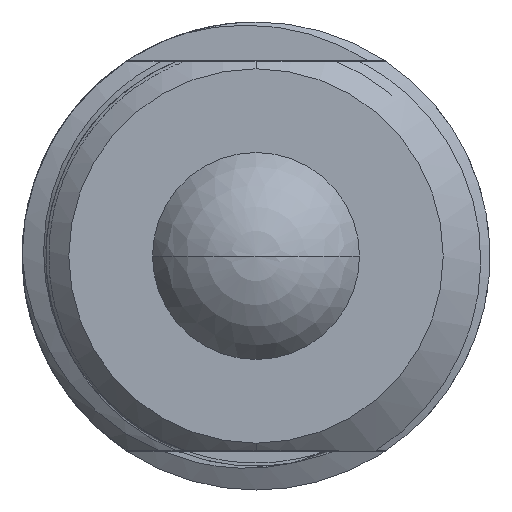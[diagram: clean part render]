
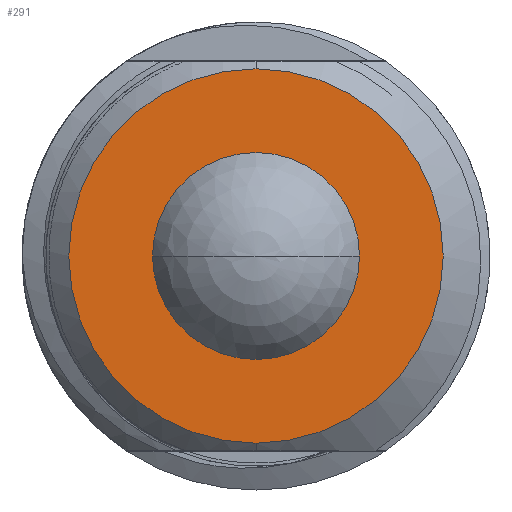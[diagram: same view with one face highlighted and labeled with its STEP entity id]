
A CAD part, left-side view. The second image highlights one B-rep face of the part: STEP entity #291.
In plain terms, the highlighted planar face has unit normal (-1, 0, 0).
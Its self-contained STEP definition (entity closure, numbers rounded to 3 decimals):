
#291=ADVANCED_FACE('',(#762,#763),#764,.F.);
#762=FACE_BOUND('',#12226,.T.);
#763=FACE_OUTER_BOUND('',#12227,.T.);
#764=PLANE('',#12228);
#12226=EDGE_LOOP('',(#13662,#13663,#13664));
#12227=EDGE_LOOP('',(#13665,#13666));
#12228=AXIS2_PLACEMENT_3D('',#13667,#13668,#13669);
#13662=ORIENTED_EDGE('',*,*,#14876,.F.);
#13663=ORIENTED_EDGE('',*,*,#14877,.F.);
#13664=ORIENTED_EDGE('',*,*,#14358,.F.);
#13665=ORIENTED_EDGE('',*,*,#14878,.T.);
#13666=ORIENTED_EDGE('',*,*,#14369,.T.);
#13667=CARTESIAN_POINT('',(0.8,2.4,0.0));
#13668=DIRECTION('',(1.0,0.0,0.0));
#13669=DIRECTION('',(0.0,0.0,-1.0));
#14358=EDGE_CURVE('',#15228,#15231,#15232,.T.);
#14369=EDGE_CURVE('',#15253,#15250,#15254,.T.);
#14876=EDGE_CURVE('',#16120,#15228,#16121,.T.);
#14877=EDGE_CURVE('',#15231,#16120,#16122,.T.);
#14878=EDGE_CURVE('',#15250,#15253,#16123,.T.);
#15228=VERTEX_POINT('',#61055);
#15231=VERTEX_POINT('',#61058);
#15232=CIRCLE('',#61059,1.327);
#15250=VERTEX_POINT('',#61081);
#15253=VERTEX_POINT('',#61085);
#15254=CIRCLE('',#61086,2.4);
#16120=VERTEX_POINT('',#68194);
#16121=CIRCLE('',#68195,1.327);
#16122=CIRCLE('',#68196,1.327);
#16123=CIRCLE('',#68197,2.4);
#61055=CARTESIAN_POINT('',(0.8,1.327,0.));
#61058=CARTESIAN_POINT('',(0.8,-1.327,0.));
#61059=AXIS2_PLACEMENT_3D('',#68350,#68351,#68352);
#61081=CARTESIAN_POINT('',(0.8,0.0,2.4));
#61085=CARTESIAN_POINT('',(0.8,0.,-2.4));
#61086=AXIS2_PLACEMENT_3D('',#68373,#68374,#68375);
#68194=CARTESIAN_POINT('',(0.8,0.0,1.327));
#68195=AXIS2_PLACEMENT_3D('',#68440,#68441,#68442);
#68196=AXIS2_PLACEMENT_3D('',#68443,#68444,#68445);
#68197=AXIS2_PLACEMENT_3D('',#68446,#68447,#68448);
#68350=CARTESIAN_POINT('',(0.8,0.0,0.0));
#68351=DIRECTION('',(-1.0,0.0,0.0));
#68352=DIRECTION('',(0.0,0.0,1.0));
#68373=CARTESIAN_POINT('',(0.8,0.0,0.0));
#68374=DIRECTION('',(-1.0,0.0,0.0));
#68375=DIRECTION('',(0.0,0.0,1.0));
#68440=CARTESIAN_POINT('',(0.8,0.0,0.0));
#68441=DIRECTION('',(-1.0,0.0,0.0));
#68442=DIRECTION('',(0.0,0.0,1.0));
#68443=CARTESIAN_POINT('',(0.8,0.0,0.0));
#68444=DIRECTION('',(-1.0,0.0,0.0));
#68445=DIRECTION('',(0.0,0.0,1.0));
#68446=CARTESIAN_POINT('',(0.8,0.0,0.0));
#68447=DIRECTION('',(-1.0,0.0,0.0));
#68448=DIRECTION('',(0.0,0.0,1.0));
